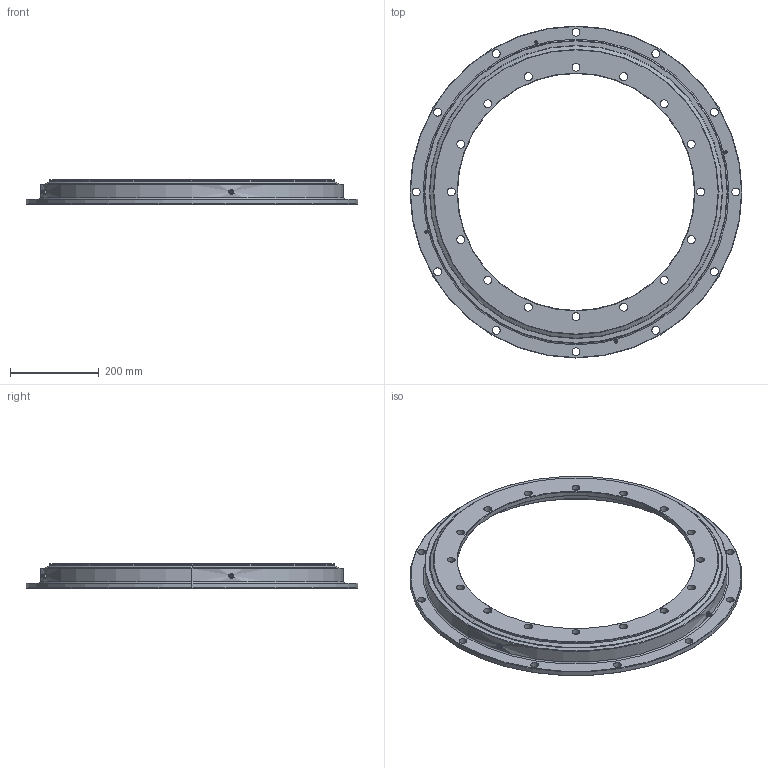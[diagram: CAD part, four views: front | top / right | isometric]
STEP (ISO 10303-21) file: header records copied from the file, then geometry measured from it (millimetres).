
FILE_DESCRIPTION (( 'STEP AP214' ), '1' );
FILE_NAME ('SD.750.20.00.C STEP.STEP', '2015-03-11T10:17:12', ( '' ), ( '' ), 'SwSTEP 2.0', 'SolidWorks 2014', '' );
FILE_SCHEMA (( 'AUTOMOTIVE_DESIGN' ));
Length unit declared in the file: millimetre
Products named in the file (7): SD.750.20.00.C STEP; A.748.B20C.A1N.0 - IR Seal; Grease nipple M10x1mm; A.748.B20C.A1N.0 - OR; A.748.B20C.A1N.0 - IR; A.748.B20C.A1N.0 - OR Seal; Ball D20
Assembly tree (94 placements, depth 2):
  SD.750.20.00.C STEP
    A.748.B20C.A1N.0 - IR
    A.748.B20C.A1N.0 - OR
    Ball D20  x86
    A.748.B20C.A1N.0 - IR Seal
    A.748.B20C.A1N.0 - OR Seal
    Grease nipple M10x1mm  x4
Bounding box: 748 x 748 x 56 mm (x, y, z)
Volume: 4847653.4 mm3; surface area: 1145837.8 mm2
Topology: 94 solids, 94 shells, 493 faces, 1357 edges, 892 vertices
Faces by surface type: sphere 172, cylinder 116, cone 100, plane 56, torus 49
Entity records: 8286 total; most frequent: CARTESIAN_POINT 1849, DIRECTION 1402, ORIENTED_EDGE 1082, AXIS2_PLACEMENT_3D 631, EDGE_CURVE 541, VERTEX_POINT 338, CIRCLE 313, EDGE_LOOP 301
